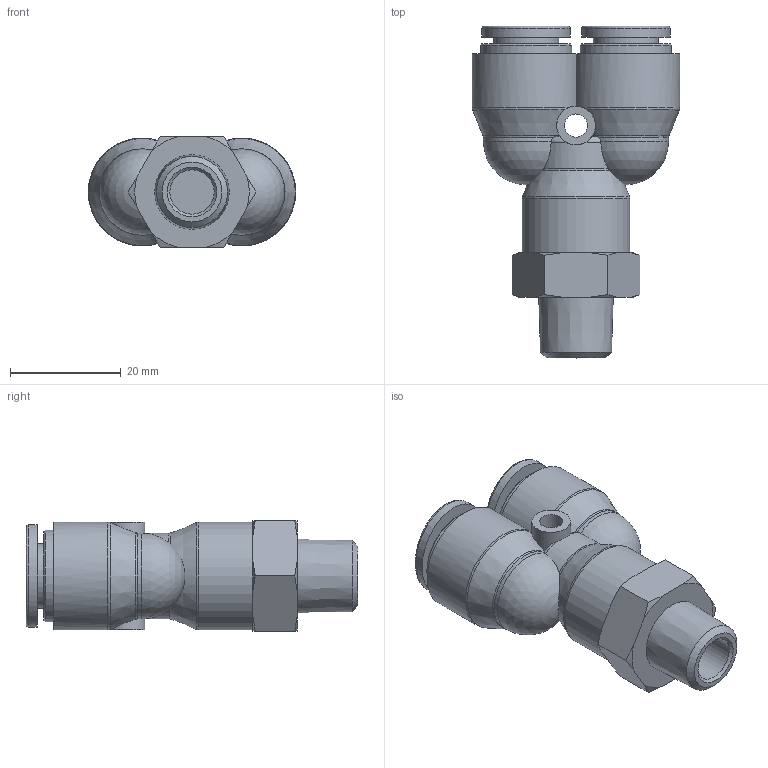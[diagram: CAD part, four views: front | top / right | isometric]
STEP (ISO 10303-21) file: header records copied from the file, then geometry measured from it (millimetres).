
FILE_DESCRIPTION((''),'2;1');
FILE_NAME('CR-PWT 1002.stp','2020-08-25T15:20:48',('user'),(''),'Autodesk Inventor 2013','Autodesk Inventor 2013','');
FILE_SCHEMA(('AUTOMOTIVE_DESIGN { 1 0 10303 214 1 1 1 1 }'));
Length unit declared in the file: millimetre
Products named in the file (6): 조립품11; CR-COLLAR 10; HR-Collar 10L(SUS); CR-SLEEVE 10; CR-PY 10 BODY; HR-PL BODY 1002
Assembly tree (6 placements, depth 3):
  조립품11
    CR-COLLAR 10  x2
      HR-Collar 10L(SUS)
      CR-SLEEVE 10
    CR-PY 10 BODY
    HR-PL BODY 1002
Bounding box: 37.5 x 60 x 20 mm (x, y, z)
Volume: 17129.7 mm3; surface area: 9526.3 mm2
Topology: 6 solids, 6 shells, 858 faces, 2450 edges, 1632 vertices
Faces by surface type: plane 784, cylinder 32, cone 24, torus 10, bspline 6, sphere 2
Full cylindrical faces by diameter (mm): 2 x2, 4.2 x1, 7 x2, 8 x3, 10.15 x2, 10.2 x1, 11.7 x2, 16.5 x2, 19.5 x1
Entity records: 15149 total; most frequent: CARTESIAN_POINT 3200, ORIENTED_EDGE 2554, DIRECTION 2229, EDGE_CURVE 1277, VECTOR 1125, LINE 1125, VERTEX_POINT 862, AXIS2_PLACEMENT_3D 552
